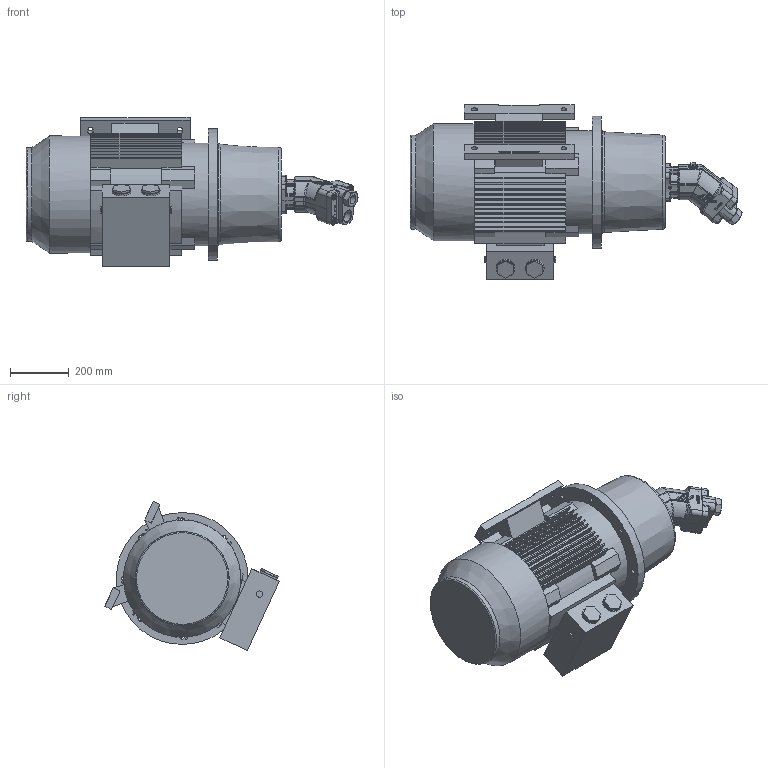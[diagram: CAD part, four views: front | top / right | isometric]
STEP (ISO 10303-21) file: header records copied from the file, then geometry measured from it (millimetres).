
FILE_DESCRIPTION(('STEP AP214'), '1');
FILE_NAME('??????', '', ('UNSPECIFIED'), ('UNSPECIFIED'), 'ASCON STEP Converter 1.6', 'ASCON Math Kernel', '');
FILE_SCHEMA(('AUTOMOTIVE_DESIGN { 1 0 10303 214 3 1 1}'));
Length unit declared in the file: millimetre
Products named in the file (15): LMC450AFSZ104; Ýëåêòðîäâèãàòåëü ÀÈÐ200L4,6,8; 80 LT MONTAJ; 80 LT KAZEL EKSENEL GÖVDE; M12x1.75x40 alyen; G1-4 PUL; eksenel çýkýþ rakor G1 1 4 80 107; 80 LT KRANK; G1-4 TAPA REV; 80 LT KAPAK-02; 42x62x7; G1 1-4-11 PUL; EKSENEL KRANK SEGMAN SW35; Y軴S軴
Assembly tree (17 placements, depth 3):
  (unnamed)
    LMC450AFSZ104
    Ýëåêòðîäâèãàòåëü ÀÈÐ200L4,6,8
    80 LT MONTAJ
      80 LT KAZEL EKSENEL GÖVDE
      M12x1.75x40 alyen  x4
      G1-4 PUL
      eksenel çýkýþ rakor G1 1 4 80 107
      80 LT KRANK
      G1-4 TAPA REV
      80 LT KAPAK-02
      42x62x7
      G1 1-4-11 PUL
      EKSENEL KRANK SEGMAN SW35
      Y軴S軴
Bounding box: 1133.24 x 595.83 x 509.23 mm (x, y, z)
Volume: 85037721 mm3; surface area: 3027830.9 mm2
Topology: 17 solids, 17 shells, 4383 faces, 10704 edges, 6770 vertices
Faces by surface type: plane 1935, cylinder 1312, bspline 734, torus 171, cone 163, sphere 68
Full cylindrical faces by diameter (mm): 2.5 x1, 3 x1, 5.5 x1, 8 x4, 8.5 x2, 9.9 x2, 10 x2, 10.106 x4, 10.2 x4, 11 x5, 11.5 x2, 12 x4, 12.75 x1, 13 x9, 13.835 x8, 14.44 x1, 14.494 x1, 16.5 x2, 17.49 x1, 17.5 x1, 20 x4, 20.5 x1, 21 x1, 21.939 x2, 22 x1, 30 x1, 30.5 x1, 31 x1, 35 x1, 38.5 x1
Entity records: 185989 total; most frequent: CARTESIAN_POINT 76765, ORIENTED_EDGE 17054, DIRECTION 14464, EDGE_CURVE 8527, AXIS2_PLACEMENT_3D 5636, VERTEX_POINT 5485, EDGE_LOOP 4458, FACE_BOUND 4223
